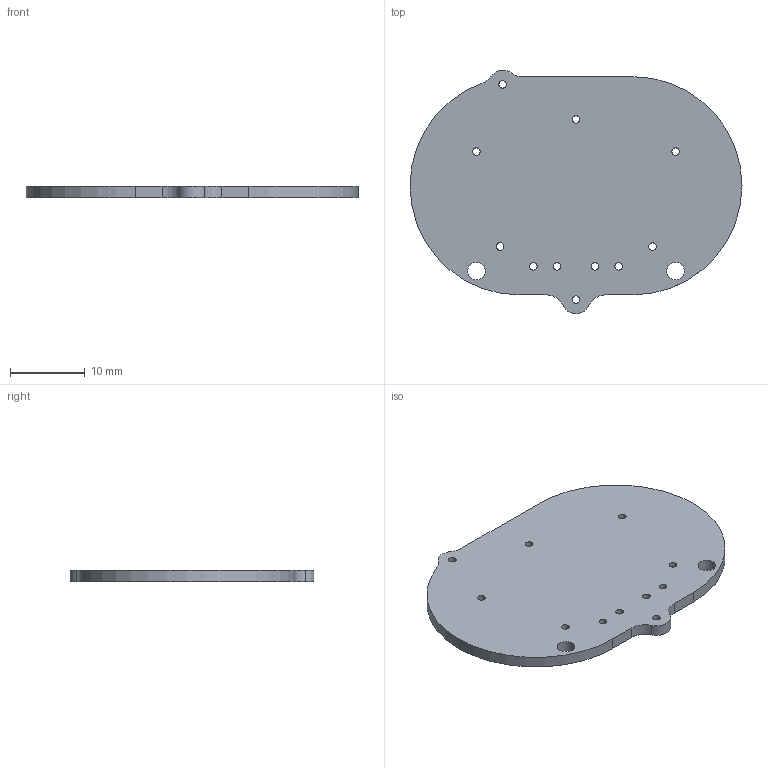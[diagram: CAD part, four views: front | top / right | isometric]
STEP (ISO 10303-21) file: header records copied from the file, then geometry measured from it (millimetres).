
FILE_DESCRIPTION(/* description */ ('PCB Design'),/* implementation_level */ '2;1');
FILE_NAME(/* name */ 'STP30-00034-01',/* time_stamp */ '2022-08-11T11:42:06-06:00',/* author */ ('Hitech330'),/* organization */ (''),/* preprocessor_version */ 'ST-DEVELOPER v16',/* originating_system */ 'allegro_17.2P028',/* authorisation */ '');
FILE_SCHEMA (('AUTOMOTIVE_DESIGN { 1 0 10303 214 3 1 1 }'));
Length unit declared in the file: inch
Products named in the file (2): BRD30-00034-01; BOARD_OUTLINE
Assembly tree (1 placements, depth 2):
  BRD30-00034-01
    BOARD_OUTLINE
Bounding box: 44.45 x 32.61 x 1.57 mm (x, y, z)
Surface area: 2494.7 mm2 (no closed solid volume)
Topology: 0 solids, 1 shells, 40 faces, 128 edges, 76 vertices
Faces by surface type: cylinder 34, plane 6
Entity records: 1435 total; most frequent: ORIENTED_EDGE 228, CARTESIAN_POINT 207, EDGE_CURVE 128, AXIS2_PLACEMENT_3D 110, VERTEX_POINT 104, CIRCLE 68, DIRECTION 67, FACE_OUTER_BOUND 66
